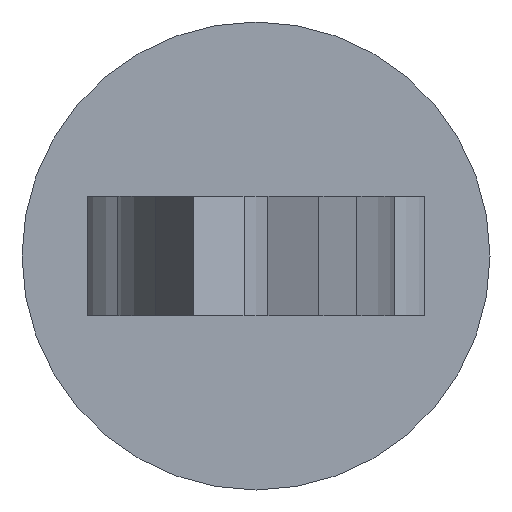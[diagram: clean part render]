
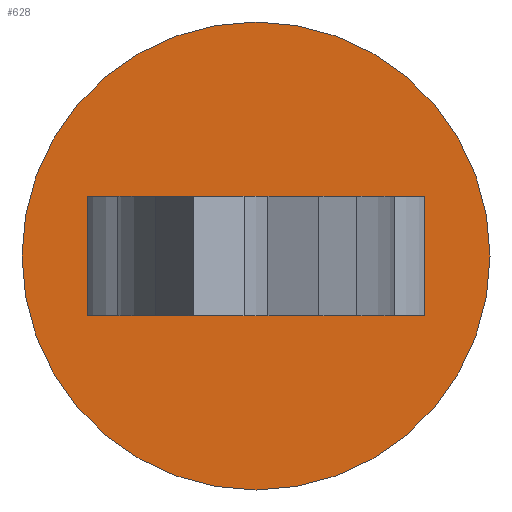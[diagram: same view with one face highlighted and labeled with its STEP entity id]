
A CAD part, front view. The second image highlights one B-rep face of the part: STEP entity #628.
In plain terms, the highlighted planar face has unit normal (0, -1, 0).
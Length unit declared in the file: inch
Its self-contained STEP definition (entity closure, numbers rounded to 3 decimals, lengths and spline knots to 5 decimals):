
#7 = AXIS2_PLACEMENT_3D ( 'NONE', #2117, #1456, #726 ) ;
#19 = ORIENTED_EDGE ( 'NONE', *, *, #2090, .T. ) ;
#47 = CARTESIAN_POINT ( 'NONE',  ( -0.045, 0., 0.016 ) ) ;
#168 = DIRECTION ( 'NONE',  ( 0., 0., 1. ) ) ;
#232 = EDGE_CURVE ( 'NONE', #1070, #371, #2043, .T. ) ;
#265 = DIRECTION ( 'NONE',  ( 1., 0., 0. ) ) ;
#342 = PLANE ( 'NONE',  #7 ) ;
#371 = VERTEX_POINT ( 'NONE', #1700 ) ;
#415 = EDGE_CURVE ( 'NONE', #371, #1070, #2247, .T. ) ;
#468 = VECTOR ( 'NONE', #1858, 39.37008 ) ;
#482 = VECTOR ( 'NONE', #627, 39.37008 ) ;
#492 = VECTOR ( 'NONE', #265, 39.37008 ) ;
#507 = EDGE_CURVE ( 'NONE', #2112, #1991, #1927, .T. ) ;
#529 = DIRECTION ( 'NONE',  ( -1., 0., 0. ) ) ;
#589 = EDGE_LOOP ( 'NONE', ( #1907, #1149 ) ) ;
#623 = CARTESIAN_POINT ( 'NONE',  ( 0.045, 0., 0.016 ) ) ;
#627 = DIRECTION ( 'NONE',  ( 0., 0., 1. ) ) ;
#628 = ADVANCED_FACE ( 'NONE', ( #1163, #1504 ), #342, .F. ) ;
#726 = DIRECTION ( 'NONE',  ( 0., 0., 1. ) ) ;
#788 = EDGE_CURVE ( 'NONE', #1947, #2112, #1790, .T. ) ;
#790 = CARTESIAN_POINT ( 'NONE',  ( -0.045, 0., 0.016 ) ) ;
#834 = ORIENTED_EDGE ( 'NONE', *, *, #1567, .T. ) ;
#842 = VERTEX_POINT ( 'NONE', #1544 ) ;
#988 = DIRECTION ( 'NONE',  ( 0., 0., 1. ) ) ;
#1015 = LINE ( 'NONE', #790, #482 ) ;
#1061 = LINE ( 'NONE', #2103, #1230 ) ;
#1070 = VERTEX_POINT ( 'NONE', #1955 ) ;
#1146 = CARTESIAN_POINT ( 'NONE',  ( 0.045, 0., 0.016 ) ) ;
#1149 = ORIENTED_EDGE ( 'NONE', *, *, #415, .F. ) ;
#1163 = FACE_OUTER_BOUND ( 'NONE', #589, .T. ) ;
#1170 = DIRECTION ( 'NONE',  ( 0., 1., 0. ) ) ;
#1230 = VECTOR ( 'NONE', #529, 39.37008 ) ;
#1252 = DIRECTION ( 'NONE',  ( 0., 1., 0. ) ) ;
#1398 = ORIENTED_EDGE ( 'NONE', *, *, #788, .T. ) ;
#1444 = EDGE_LOOP ( 'NONE', ( #1557, #834, #19, #1398 ) ) ;
#1456 = DIRECTION ( 'NONE',  ( 0., 1., 0. ) ) ;
#1504 = FACE_BOUND ( 'NONE', #1444, .T. ) ;
#1544 = CARTESIAN_POINT ( 'NONE',  ( -0.045, 0., -0.016 ) ) ;
#1557 = ORIENTED_EDGE ( 'NONE', *, *, #507, .T. ) ;
#1567 = EDGE_CURVE ( 'NONE', #1991, #842, #1061, .T. ) ;
#1651 = CARTESIAN_POINT ( 'NONE',  ( 0.045, 0., -0.016 ) ) ;
#1700 = CARTESIAN_POINT ( 'NONE',  ( 0., 0., 0.0625 ) ) ;
#1790 = LINE ( 'NONE', #47, #492 ) ;
#1858 = DIRECTION ( 'NONE',  ( 0., 0., -1. ) ) ;
#1907 = ORIENTED_EDGE ( 'NONE', *, *, #232, .F. ) ;
#1927 = LINE ( 'NONE', #1146, #468 ) ;
#1947 = VERTEX_POINT ( 'NONE', #2142 ) ;
#1955 = CARTESIAN_POINT ( 'NONE',  ( 0., 0., -0.0625 ) ) ;
#1991 = VERTEX_POINT ( 'NONE', #1651 ) ;
#2043 = CIRCLE ( 'NONE', #2184, 0.0625 ) ;
#2090 = EDGE_CURVE ( 'NONE', #842, #1947, #1015, .T. ) ;
#2103 = CARTESIAN_POINT ( 'NONE',  ( -0.045, 0., -0.016 ) ) ;
#2112 = VERTEX_POINT ( 'NONE', #623 ) ;
#2117 = CARTESIAN_POINT ( 'NONE',  ( 0., 0., 0. ) ) ;
#2142 = CARTESIAN_POINT ( 'NONE',  ( -0.045, 0., 0.016 ) ) ;
#2184 = AXIS2_PLACEMENT_3D ( 'NONE', #2280, #1252, #168 ) ;
#2189 = CARTESIAN_POINT ( 'NONE',  ( 0., 0., 0. ) ) ;
#2215 = AXIS2_PLACEMENT_3D ( 'NONE', #2189, #1170, #988 ) ;
#2247 = CIRCLE ( 'NONE', #2215, 0.0625 ) ;
#2280 = CARTESIAN_POINT ( 'NONE',  ( 0., 0., 0. ) ) ;
